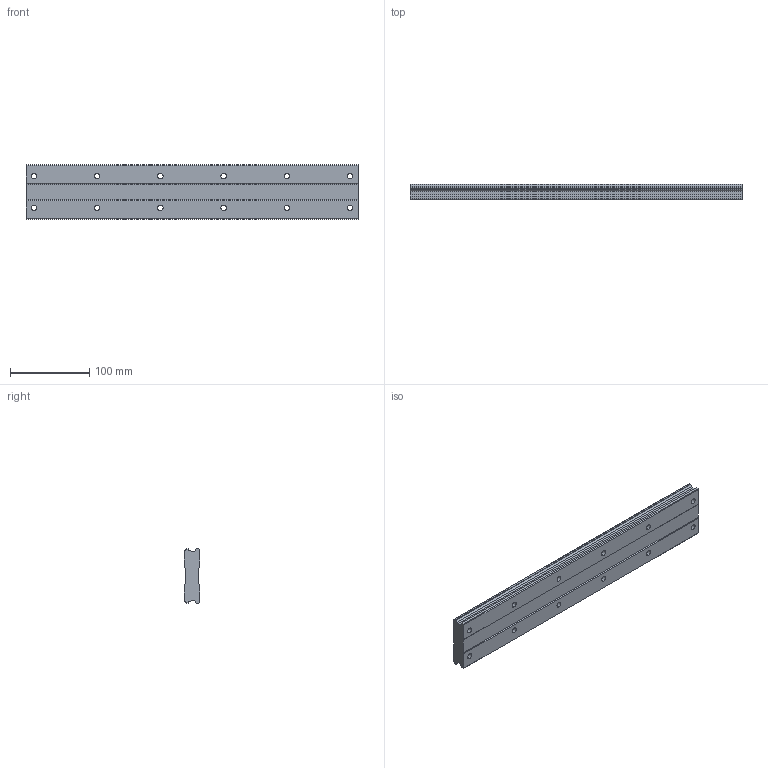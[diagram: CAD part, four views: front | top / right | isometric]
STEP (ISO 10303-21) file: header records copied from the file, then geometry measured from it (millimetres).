
FILE_DESCRIPTION (( 'STEP AP214' ), '1' );
FILE_NAME ('HRW35CA1SS-420L_G10_0_B-M6F_156-7_0_0_0_1.STEP', '2021-07-06T11:53:49', ( '' ), ( '' ), 'SwSTEP 2.0', 'SolidWorks 2021', '' );
FILE_SCHEMA (( 'AUTOMOTIVE_DESIGN' ));
Length unit declared in the file: millimetre
Products named in the file (2): HRW35CA1SS-420L_G10_0_B-M6F_156-7_0_0_0_1; _HRW35CA42010 Track
Assembly tree (1 placements, depth 2):
  HRW35CA1SS-420L_G10_0_B-M6F_156-7_0_0_0_1
    _HRW35CA42010 Track
Bounding box: 420 x 19 x 69 mm (x, y, z)
Volume: 488418.4 mm3; surface area: 84477.5 mm2
Topology: 1 solids, 1 shells, 92 faces, 234 edges, 156 vertices
Faces by surface type: cylinder 52, plane 40
Entity records: 2936 total; most frequent: DIRECTION 530, CARTESIAN_POINT 486, ORIENTED_EDGE 468, EDGE_CURVE 234, AXIS2_PLACEMENT_3D 200, VERTEX_POINT 156, VECTOR 130, LINE 130
